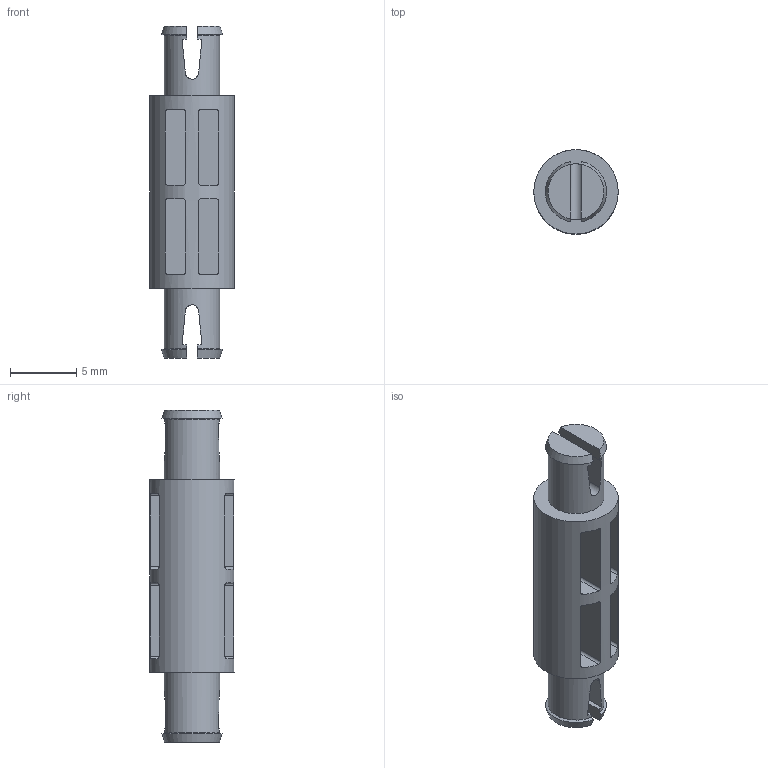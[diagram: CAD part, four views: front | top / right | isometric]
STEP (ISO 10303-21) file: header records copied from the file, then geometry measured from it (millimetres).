
FILE_DESCRIPTION((''),'2;1');
FILE_NAME('228-2500-065 Rev4.stp','2014-01-15T17:15:00',('jessica_knerr'),(''),'Autodesk Inventor 2013','Autodesk Inventor 2013','');
FILE_SCHEMA(('AUTOMOTIVE_DESIGN { 1 0 10303 214 1 1 1 1 }'));
Length unit declared in the file: millimetre
Products named in the file (1): 228-2500-065 Rev4
Bounding box: 6.35 x 6.35 x 24.98 mm (x, y, z)
Volume: 440.9 mm3; surface area: 745.5 mm2
Topology: 1 solids, 1 shells, 103 faces, 273 edges, 182 vertices
Faces by surface type: plane 58, cylinder 37, cone 8
Full cylindrical faces by diameter (mm): 4.2 x2, 6.35 x1
Entity records: 3491 total; most frequent: CARTESIAN_POINT 940, ORIENTED_EDGE 536, DIRECTION 504, EDGE_CURVE 268, AXIS2_PLACEMENT_3D 184, VERTEX_POINT 180, VECTOR 136, LINE 136
